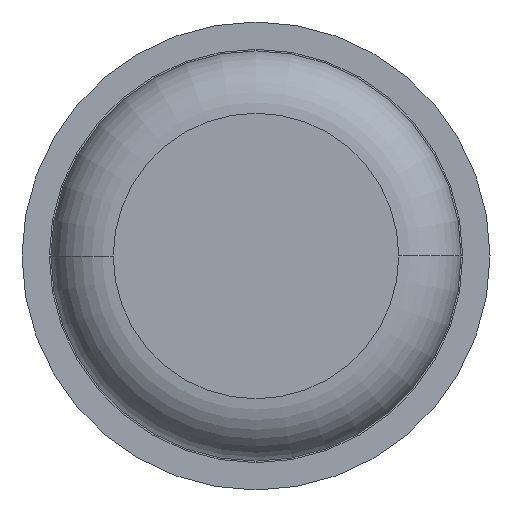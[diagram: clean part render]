
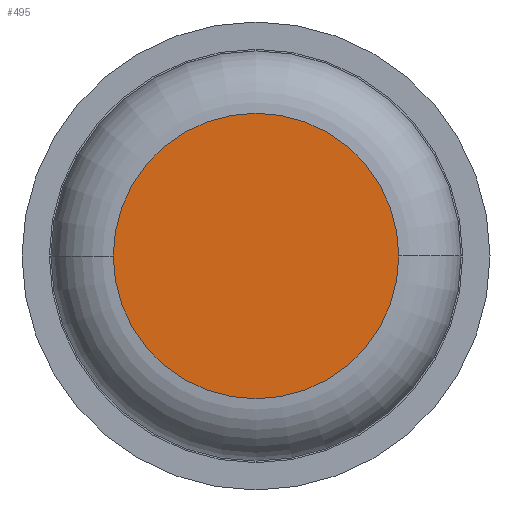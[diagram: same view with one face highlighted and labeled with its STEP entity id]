
A CAD part, front view. The second image highlights one B-rep face of the part: STEP entity #495.
In plain terms, the highlighted planar face has unit normal (0, -1, 0).
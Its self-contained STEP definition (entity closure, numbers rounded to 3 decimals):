
#240 = CARTESIAN_POINT ( 'NONE',  ( 0., 0., 0. ) ) ;
#267 = DIRECTION ( 'NONE',  ( -1., 0., 0. ) ) ;
#489 = DIRECTION ( 'NONE',  ( 0., -1., 0. ) ) ;
#495 = ADVANCED_FACE ( 'Defeature ausgef�hrt1_6', ( #2678 ), #1288, .F. ) ;
#700 = AXIS2_PLACEMENT_3D ( 'NONE', #2552, #489, #1176 ) ;
#772 = DIRECTION ( 'NONE',  ( 0., -1., 0. ) ) ;
#1098 = CIRCLE ( 'NONE', #2169, 0.915 ) ;
#1112 = DIRECTION ( 'NONE',  ( -1., 0., 0. ) ) ;
#1176 = DIRECTION ( 'NONE',  ( -1., 0., 0. ) ) ;
#1288 = PLANE ( 'NONE',  #4140 ) ;
#2169 = AXIS2_PLACEMENT_3D ( 'NONE', #3563, #772, #1112 ) ;
#2552 = CARTESIAN_POINT ( 'NONE',  ( 0., 0., 0. ) ) ;
#2678 = FACE_OUTER_BOUND ( 'NONE', #2986, .T. ) ;
#2693 = ORIENTED_EDGE ( 'NONE', *, *, #3266, .T. ) ;
#2699 = DIRECTION ( 'NONE',  ( 0., 1., 0. ) ) ;
#2934 = CARTESIAN_POINT ( 'NONE',  ( 0.915, 0., 0. ) ) ;
#2986 = EDGE_LOOP ( 'NONE', ( #2693, #3319 ) ) ;
#3143 = EDGE_CURVE ( 'Defeature ausgef�hrt1_6+Defeature ausgef�hrt1_7+Defeature ausgef�hrt1_7+Defeature ausgef�hrt1_7', #3988, #4072, #1098, .T. ) ;
#3266 = EDGE_CURVE ( 'Defeature ausgef�hrt1_6+Defeature ausgef�hrt1_7+Defeature ausgef�hrt1_7+Defeature ausgef�hrt1_7', #4072, #3988, #4349, .T. ) ;
#3319 = ORIENTED_EDGE ( 'NONE', *, *, #3143, .T. ) ;
#3563 = CARTESIAN_POINT ( 'NONE',  ( 0., 0., 0. ) ) ;
#3988 = VERTEX_POINT ( 'NONE', #2934 ) ;
#4072 = VERTEX_POINT ( 'NONE', #4318 ) ;
#4140 = AXIS2_PLACEMENT_3D ( 'NONE', #240, #2699, #267 ) ;
#4318 = CARTESIAN_POINT ( 'NONE',  ( -0.915, 0., 0. ) ) ;
#4349 = CIRCLE ( 'NONE', #700, 0.915 ) ;
